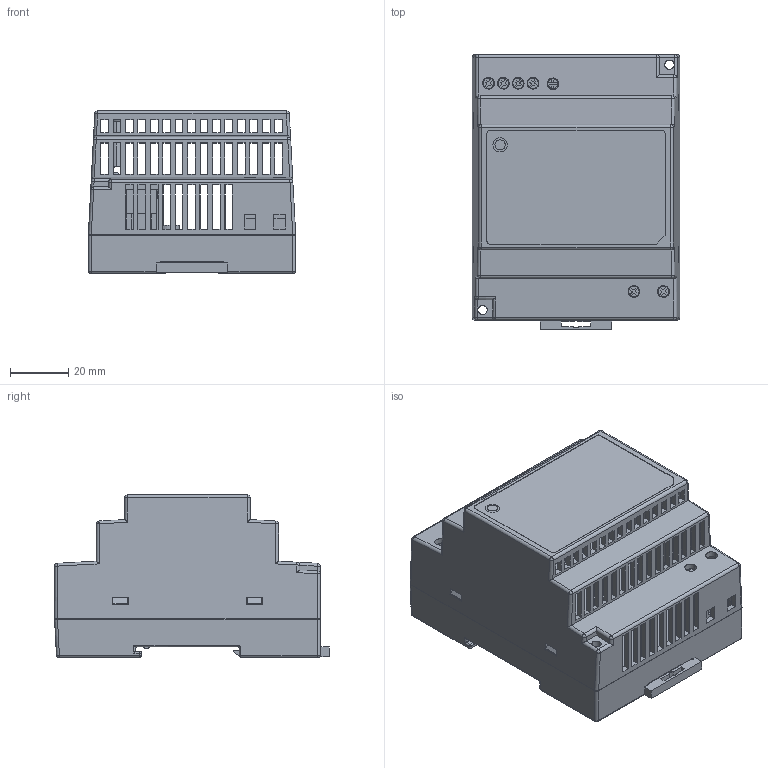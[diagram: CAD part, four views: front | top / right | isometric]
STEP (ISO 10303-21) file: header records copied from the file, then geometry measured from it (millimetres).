
FILE_DESCRIPTION (( 'STEP AP214' ), '1' );
FILE_NAME ('RZI60-XX-M-3D.STEP', '2016-06-20T10:17:45', ( '' ), ( '' ), 'SwSTEP 2.0', 'SolidWorks 2016', '' );
FILE_SCHEMA (( 'AUTOMOTIVE_DESIGN' ));
Length unit declared in the file: millimetre
Products named in the file (1): RZI60-XX-M-3D
Bounding box: 71 x 94.17 x 55.6 mm (x, y, z)
Volume: 69414.2 mm3; surface area: 77821.7 mm2
Topology: 25 solids, 31 shells, 3322 faces, 8968 edges, 5793 vertices
Faces by surface type: plane 2064, cylinder 647, bspline 555, cone 52, torus 4
Entity records: 169462 total; most frequent: CARTESIAN_POINT 53986, ORIENTED_EDGE 17866, DIRECTION 13504, EDGE_CURVE 8933, VECTOR 6250, LINE 6250, VERTEX_POINT 5792, EDGE_LOOP 3681
